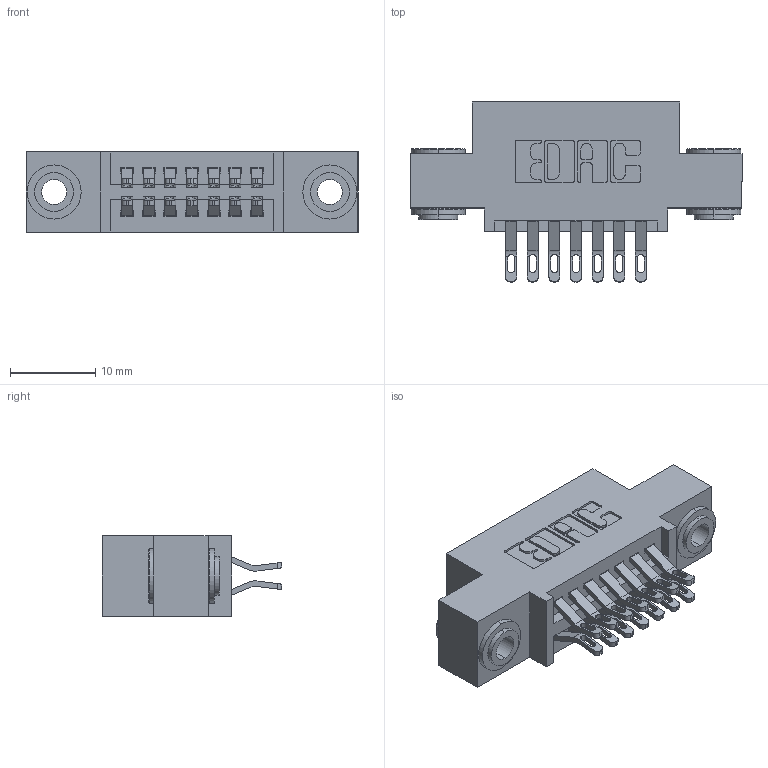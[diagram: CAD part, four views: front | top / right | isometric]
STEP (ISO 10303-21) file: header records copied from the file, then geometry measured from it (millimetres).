
FILE_DESCRIPTION (( 'STEP AP203' ), '1' );
FILE_NAME ('345-014-555-503.STEP', '2018-08-18T17:54:38', ( '' ), ( '' ), 'SwSTEP 2.0', 'SolidWorks 2016', '' );
FILE_SCHEMA (( 'CONFIG_CONTROL_DESIGN' ));
Length unit declared in the file: inch
Products named in the file (4): 345-014-555-503; 345 Part_0.110 Offset - 0.156 Dia-TH; 345-292-001_555 Tail; 345-250-002_345-250-002-102
Assembly tree (17 placements, depth 2):
  345-014-555-503
    345 Part_0.110 Offset - 0.156 Dia-TH
    345-292-001_555 Tail  x14
    345-250-002_345-250-002-102  x2
Bounding box: 38.99 x 21.13 x 9.4 mm (x, y, z)
Volume: 3449.2 mm3; surface area: 4859.6 mm2
Topology: 17 solids, 17 shells, 952 faces, 2907 edges, 1934 vertices
Faces by surface type: plane 528, cylinder 416, cone 8
Entity records: 11312 total; most frequent: CARTESIAN_POINT 1941, ORIENTED_EDGE 1838, DIRECTION 1753, EDGE_CURVE 919, LINE 715, VECTOR 715, VERTEX_POINT 610, AXIS2_PLACEMENT_3D 519
